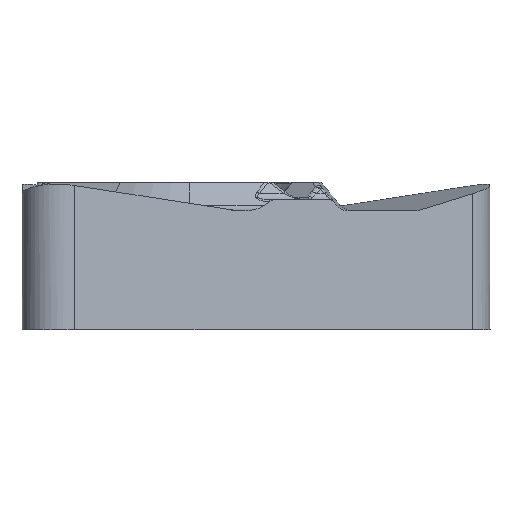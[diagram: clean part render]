
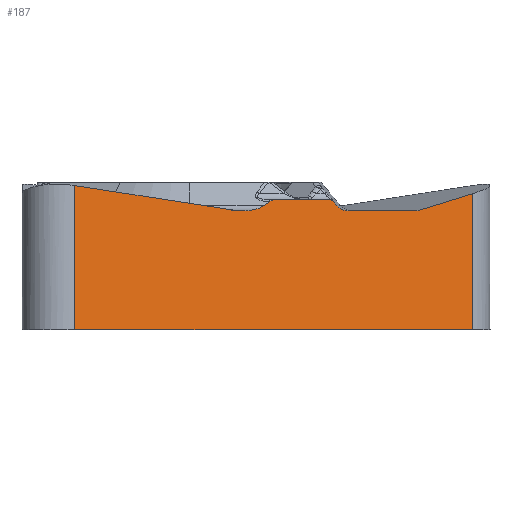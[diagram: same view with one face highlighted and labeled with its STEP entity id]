
A CAD part, front view. The second image highlights one B-rep face of the part: STEP entity #187.
In plain terms, the highlighted planar face has unit normal (0.5, -0.866, 0).
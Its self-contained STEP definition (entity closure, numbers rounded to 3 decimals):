
#187=ADVANCED_FACE('',(#386),#353,.F.);
#353=PLANE('',#2723);
#386=FACE_OUTER_BOUND('',#550,.T.);
#550=EDGE_LOOP('',(#945,#946,#947,#948,#949,#950,#951,#952,#953,#954,#955,
#956,#957,#958,#959,#960));
#730=ELLIPSE('',#2718,0.489,0.415);
#731=ELLIPSE('',#2719,0.177,0.15);
#732=ELLIPSE('',#2720,0.3,0.15);
#733=ELLIPSE('',#2721,0.83,0.415);
#734=ELLIPSE('',#2722,0.83,0.415);
#790=CIRCLE('',#2717,0.415);
#945=ORIENTED_EDGE('',*,*,#1957,.F.);
#946=ORIENTED_EDGE('',*,*,#1958,.T.);
#947=ORIENTED_EDGE('',*,*,#1959,.T.);
#948=ORIENTED_EDGE('',*,*,#1960,.T.);
#949=ORIENTED_EDGE('',*,*,#1961,.F.);
#950=ORIENTED_EDGE('',*,*,#1962,.T.);
#951=ORIENTED_EDGE('',*,*,#1963,.F.);
#952=ORIENTED_EDGE('',*,*,#1964,.F.);
#953=ORIENTED_EDGE('',*,*,#1965,.T.);
#954=ORIENTED_EDGE('',*,*,#1966,.F.);
#955=ORIENTED_EDGE('',*,*,#1967,.F.);
#956=ORIENTED_EDGE('',*,*,#1968,.T.);
#957=ORIENTED_EDGE('',*,*,#1969,.F.);
#958=ORIENTED_EDGE('',*,*,#1970,.T.);
#959=ORIENTED_EDGE('',*,*,#1971,.T.);
#960=ORIENTED_EDGE('',*,*,#1972,.T.);
#1725=VERTEX_POINT('',#4102);
#1726=VERTEX_POINT('',#4103);
#1727=VERTEX_POINT('',#4105);
#1728=VERTEX_POINT('',#4107);
#1729=VERTEX_POINT('',#4109);
#1730=VERTEX_POINT('',#4111);
#1731=VERTEX_POINT('',#4113);
#1732=VERTEX_POINT('',#4115);
#1733=VERTEX_POINT('',#4117);
#1734=VERTEX_POINT('',#4119);
#1735=VERTEX_POINT('',#4121);
#1736=VERTEX_POINT('',#4123);
#1737=VERTEX_POINT('',#4125);
#1738=VERTEX_POINT('',#4127);
#1739=VERTEX_POINT('',#4129);
#1740=VERTEX_POINT('',#4131);
#1957=EDGE_CURVE('',#1725,#1726,#2333,.T.);
#1958=EDGE_CURVE('',#1725,#1727,#2334,.T.);
#1959=EDGE_CURVE('',#1727,#1728,#2335,.T.);
#1960=EDGE_CURVE('',#1728,#1729,#790,.T.);
#1961=EDGE_CURVE('',#1730,#1729,#2336,.T.);
#1962=EDGE_CURVE('',#1730,#1731,#730,.T.);
#1963=EDGE_CURVE('',#1732,#1731,#2337,.T.);
#1964=EDGE_CURVE('',#1733,#1732,#731,.T.);
#1965=EDGE_CURVE('',#1733,#1734,#2338,.T.);
#1966=EDGE_CURVE('',#1735,#1734,#732,.T.);
#1967=EDGE_CURVE('',#1736,#1735,#2339,.T.);
#1968=EDGE_CURVE('',#1736,#1737,#733,.T.);
#1969=EDGE_CURVE('',#1738,#1737,#2340,.T.);
#1970=EDGE_CURVE('',#1738,#1739,#734,.T.);
#1971=EDGE_CURVE('',#1739,#1740,#2341,.T.);
#1972=EDGE_CURVE('',#1740,#1726,#2342,.T.);
#2333=LINE('',#4101,#2483);
#2334=LINE('',#4104,#2484);
#2335=LINE('',#4106,#2485);
#2336=LINE('',#4110,#2486);
#2337=LINE('',#4114,#2487);
#2338=LINE('',#4118,#2488);
#2339=LINE('',#4122,#2489);
#2340=LINE('',#4126,#2490);
#2341=LINE('',#4130,#2491);
#2342=LINE('',#4132,#2492);
#2483=VECTOR('',#3068,1.);
#2484=VECTOR('',#3069,1.);
#2485=VECTOR('',#3070,1.);
#2486=VECTOR('',#3073,1.);
#2487=VECTOR('',#3076,1.);
#2488=VECTOR('',#3079,1.);
#2489=VECTOR('',#3082,1.);
#2490=VECTOR('',#3085,1.);
#2491=VECTOR('',#3088,1.);
#2492=VECTOR('',#3089,1.);
#2717=AXIS2_PLACEMENT_3D('',#4108,#3071,#3072);
#2718=AXIS2_PLACEMENT_3D('',#4112,#3074,#3075);
#2719=AXIS2_PLACEMENT_3D('',#4116,#3077,#3078);
#2720=AXIS2_PLACEMENT_3D('',#4120,#3080,#3081);
#2721=AXIS2_PLACEMENT_3D('',#4124,#3083,#3084);
#2722=AXIS2_PLACEMENT_3D('',#4128,#3086,#3087);
#2723=AXIS2_PLACEMENT_3D('',#4133,#3090,#3091);
#3068=DIRECTION('',(-0.866,-0.5,0.));
#3069=DIRECTION('',(0.,0.,1.));
#3070=DIRECTION('',(-0.837,-0.483,-0.259));
#3071=DIRECTION('',(-0.5,0.866,0.));
#3072=DIRECTION('',(-0.866,-0.5,0.));
#3073=DIRECTION('',(0.866,0.5,0.));
#3074=DIRECTION('',(-0.5,0.866,0.));
#3075=DIRECTION('',(-0.866,-0.5,0.));
#3076=DIRECTION('',(0.609,0.352,-0.711));
#3077=DIRECTION('',(-0.5,0.866,0.));
#3078=DIRECTION('',(0.866,0.5,0.));
#3079=DIRECTION('',(-0.866,-0.5,0.));
#3080=DIRECTION('',(-0.5,0.866,0.));
#3081=DIRECTION('',(-0.866,-0.5,0.));
#3082=DIRECTION('',(0.744,0.43,0.512));
#3083=DIRECTION('',(-0.5,0.866,0.));
#3084=DIRECTION('',(-0.866,-0.5,0.));
#3085=DIRECTION('',(0.866,0.5,0.));
#3086=DIRECTION('',(-0.5,0.866,0.));
#3087=DIRECTION('',(0.866,0.5,0.));
#3088=DIRECTION('',(-0.858,-0.496,0.133));
#3089=DIRECTION('',(0.,0.,-1.));
#3090=DIRECTION('',(-0.5,0.866,0.));
#3091=DIRECTION('',(-0.866,-0.5,0.));
#4101=CARTESIAN_POINT('',(8.733,-0.457,-3.97));
#4102=CARTESIAN_POINT('',(8.025,-0.866,-3.97));
#4103=CARTESIAN_POINT('',(-3.262,-7.383,-3.97));
#4104=CARTESIAN_POINT('',(8.025,-0.866,0.));
#4105=CARTESIAN_POINT('',(8.025,-0.866,-0.103));
#4106=CARTESIAN_POINT('',(-3.145,-7.315,-3.559));
#4107=CARTESIAN_POINT('',(6.512,-1.74,-0.571));
#4108=CARTESIAN_POINT('',(6.419,-1.793,-0.17));
#4109=CARTESIAN_POINT('',(6.419,-1.793,-0.585));
#4110=CARTESIAN_POINT('',(-3.971,-7.792,-0.585));
#4111=CARTESIAN_POINT('',(4.499,-2.902,-0.585));
#4112=CARTESIAN_POINT('',(4.499,-2.902,-0.17));
#4113=CARTESIAN_POINT('',(4.174,-3.089,-0.437));
#4114=CARTESIAN_POINT('',(-0.044,-5.525,4.486));
#4115=CARTESIAN_POINT('',(4.077,-3.145,-0.324));
#4116=CARTESIAN_POINT('',(3.96,-3.213,-0.42));
#4117=CARTESIAN_POINT('',(3.96,-3.213,-0.27));
#4118=CARTESIAN_POINT('',(-3.971,-7.792,-0.27));
#4119=CARTESIAN_POINT('',(2.476,-4.07,-0.27));
#4120=CARTESIAN_POINT('',(2.476,-4.07,-0.42));
#4121=CARTESIAN_POINT('',(2.277,-4.185,-0.324));
#4122=CARTESIAN_POINT('',(7.165,-1.363,3.039));
#4123=CARTESIAN_POINT('',(2.113,-4.279,-0.437));
#4124=CARTESIAN_POINT('',(1.562,-4.597,-0.17));
#4125=CARTESIAN_POINT('',(1.562,-4.597,-0.585));
#4126=CARTESIAN_POINT('',(8.733,-0.457,-0.585));
#4127=CARTESIAN_POINT('',(1.45,-4.662,-0.585));
#4128=CARTESIAN_POINT('',(1.45,-4.662,-0.17));
#4129=CARTESIAN_POINT('',(1.264,-4.77,-0.571));
#4130=CARTESIAN_POINT('',(8.537,-0.571,-1.696));
#4131=CARTESIAN_POINT('',(-3.262,-7.383,0.129));
#4132=CARTESIAN_POINT('',(-3.262,-7.383,0.));
#4133=CARTESIAN_POINT('',(8.733,-0.457,0.));
